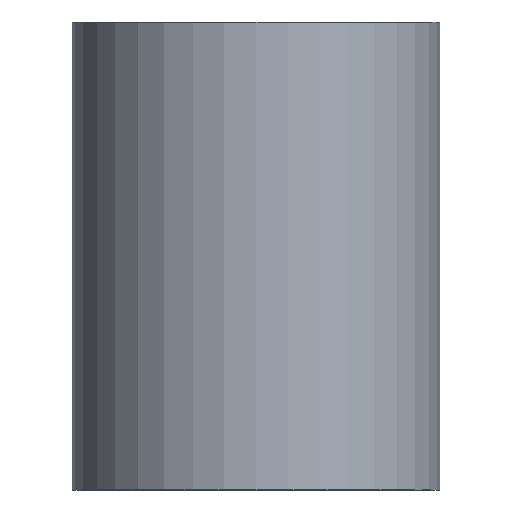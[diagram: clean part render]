
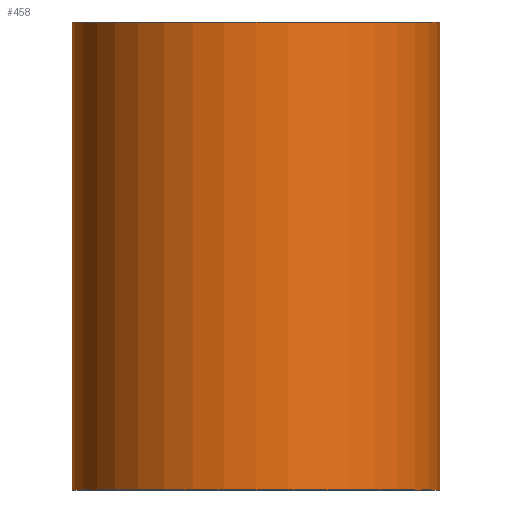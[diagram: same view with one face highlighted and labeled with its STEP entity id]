
A CAD part, front view. The second image highlights one B-rep face of the part: STEP entity #458.
In plain terms, the highlighted cylindrical face has radius 660 mm (diameter 1320 mm), a full revolution.
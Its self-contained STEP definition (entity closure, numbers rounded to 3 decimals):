
#71 = DIRECTION ( 'NONE',  ( 0., 0., 1. ) ) ;
#122 = DIRECTION ( 'NONE',  ( 1., 0., 0. ) ) ;
#153 = EDGE_CURVE ( 'NONE', #1262, #1262, #1398, .T. ) ;
#174 = VERTEX_POINT ( 'NONE', #211 ) ;
#211 = CARTESIAN_POINT ( 'NONE',  ( 660., 0., 0. ) ) ;
#270 = AXIS2_PLACEMENT_3D ( 'NONE', #659, #905, #920 ) ;
#323 = EDGE_CURVE ( 'NONE', #174, #174, #405, .T. ) ;
#337 = CARTESIAN_POINT ( 'NONE',  ( 0., 0., 1680. ) ) ;
#405 = CIRCLE ( 'NONE', #270, 660. ) ;
#458 = ADVANCED_FACE ( 'NONE', ( #826, #489 ), #1488, .T. ) ;
#489 = FACE_OUTER_BOUND ( 'NONE', #816, .T. ) ;
#622 = AXIS2_PLACEMENT_3D ( 'NONE', #1513, #71, #122 ) ;
#659 = CARTESIAN_POINT ( 'NONE',  ( 0., 0., 0. ) ) ;
#691 = ORIENTED_EDGE ( 'NONE', *, *, #153, .F. ) ;
#816 = EDGE_LOOP ( 'NONE', ( #691 ) ) ;
#826 = FACE_OUTER_BOUND ( 'NONE', #1688, .T. ) ;
#905 = DIRECTION ( 'NONE',  ( 0., 0., 1. ) ) ;
#920 = DIRECTION ( 'NONE',  ( 1., 0., 0. ) ) ;
#961 = DIRECTION ( 'NONE',  ( 1., 0., 0. ) ) ;
#978 = CARTESIAN_POINT ( 'NONE',  ( 660., 0., 1680. ) ) ;
#1018 = AXIS2_PLACEMENT_3D ( 'NONE', #337, #1382, #961 ) ;
#1262 = VERTEX_POINT ( 'NONE', #978 ) ;
#1298 = ORIENTED_EDGE ( 'NONE', *, *, #323, .T. ) ;
#1382 = DIRECTION ( 'NONE',  ( 0., 0., 1. ) ) ;
#1398 = CIRCLE ( 'NONE', #1018, 660. ) ;
#1488 = CYLINDRICAL_SURFACE ( 'NONE', #622, 660. ) ;
#1513 = CARTESIAN_POINT ( 'NONE',  ( 0., 0., 0. ) ) ;
#1688 = EDGE_LOOP ( 'NONE', ( #1298 ) ) ;
